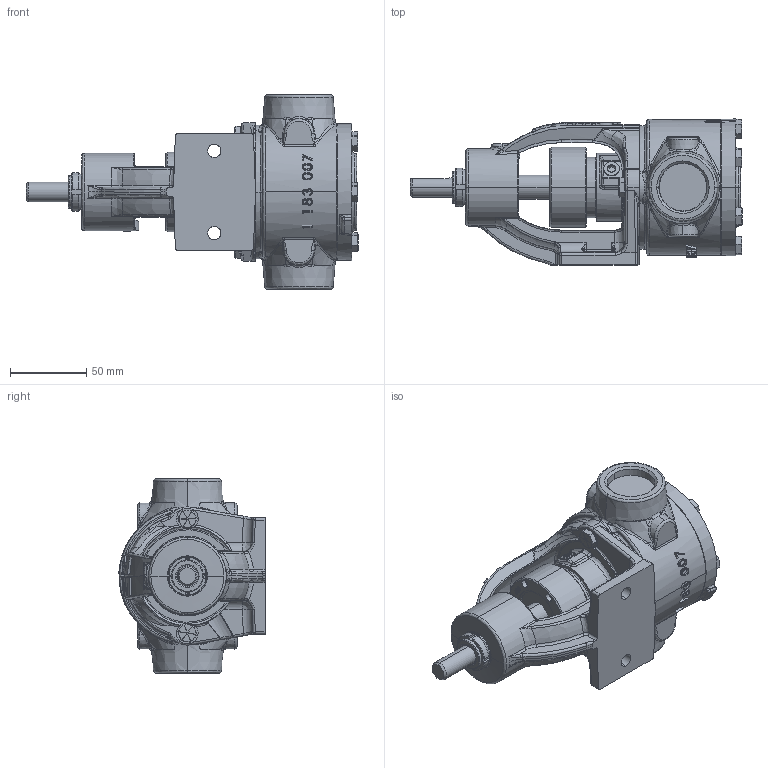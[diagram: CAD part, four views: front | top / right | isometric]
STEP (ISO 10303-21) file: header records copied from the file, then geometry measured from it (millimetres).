
FILE_DESCRIPTION (( 'STEP AP214' ), '1' );
FILE_NAME ('G724.STEP', '2016-08-24T20:58:01', ( '' ), ( '' ), 'SwSTEP 2.0', 'SolidWorks 2015', '' );
FILE_SCHEMA (( 'AUTOMOTIVE_DESIGN' ));
Length unit declared in the file: inch
Products named in the file (1): G724
Bounding box: 217.2 x 95.58 x 127 mm (x, y, z)
Volume: 773432.3 mm3; surface area: 89625.4 mm2
Topology: 1 solids, 1 shells, 1632 faces, 4270 edges, 2641 vertices
Faces by surface type: plane 658, bspline 619, cylinder 242, cone 113
Entity records: 121220 total; most frequent: CARTESIAN_POINT 64825, ORIENTED_EDGE 8406, DIRECTION 5844, EDGE_CURVE 4203, VERTEX_POINT 2641, AXIS2_PLACEMENT_3D 2132, EDGE_LOOP 1708, LENGTH_MEASURE_WITH_UNIT 1635
